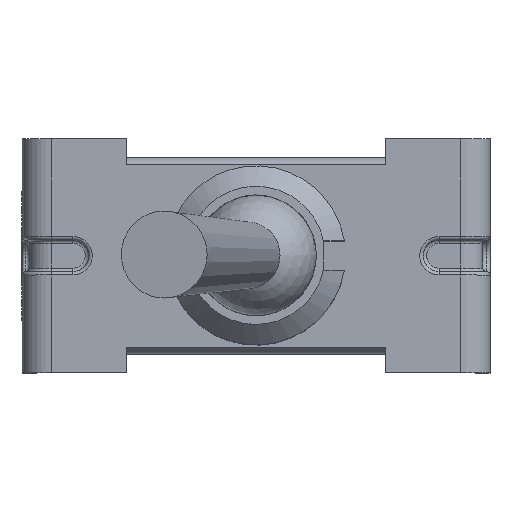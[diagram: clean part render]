
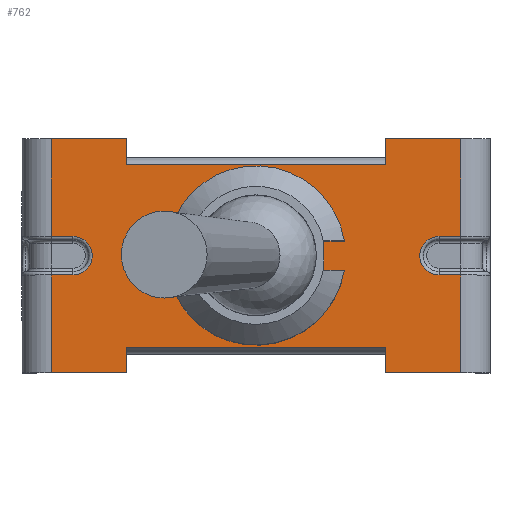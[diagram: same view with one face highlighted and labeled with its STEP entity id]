
A CAD part, top view. The second image highlights one B-rep face of the part: STEP entity #762.
In plain terms, the highlighted planar face has unit normal (0, 0, 1).
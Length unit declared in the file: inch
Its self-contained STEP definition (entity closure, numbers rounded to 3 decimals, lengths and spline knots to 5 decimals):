
#558=CARTESIAN_POINT('',(-0.30791,-0.17604,0.37008));
#559=DIRECTION('',(0.0,0.0,1.0));
#560=DIRECTION('',(1.0,0.0,0.0));
#561=AXIS2_PLACEMENT_3D('',#558,#559,#560);
#562=PLANE('',#561);
#563=CARTESIAN_POINT('',(0.17717,0.16004,0.37008));
#564=VERTEX_POINT('',#563);
#565=CARTESIAN_POINT('',(0.17717,0.12539,0.37008));
#566=VERTEX_POINT('',#565);
#567=CARTESIAN_POINT('',(0.17717,0.16004,0.37008));
#568=DIRECTION('',(0.0,-1.0,0.0));
#569=VECTOR('',#568,0.03465);
#570=LINE('',#567,#569);
#571=EDGE_CURVE('',#564,#566,#570,.T.);
#572=ORIENTED_EDGE('',*,*,#571,.T.);
#573=CARTESIAN_POINT('',(-0.17717,0.12539,0.37008));
#574=VERTEX_POINT('',#573);
#575=CARTESIAN_POINT('',(0.17717,0.12539,0.37008));
#576=DIRECTION('',(-1.0,0.0,0.0));
#577=VECTOR('',#576,0.35433);
#578=LINE('',#575,#577);
#579=EDGE_CURVE('',#566,#574,#578,.T.);
#580=ORIENTED_EDGE('',*,*,#579,.T.);
#581=CARTESIAN_POINT('',(-0.17717,0.16004,0.37008));
#582=VERTEX_POINT('',#581);
#583=CARTESIAN_POINT('',(-0.17717,0.12539,0.37008));
#584=DIRECTION('',(0.0,1.0,0.0));
#585=VECTOR('',#584,0.03465);
#586=LINE('',#583,#585);
#587=EDGE_CURVE('',#574,#582,#586,.T.);
#588=ORIENTED_EDGE('',*,*,#587,.T.);
#589=CARTESIAN_POINT('',(-0.27992,0.16004,0.37008));
#590=VERTEX_POINT('',#589);
#591=CARTESIAN_POINT('',(-0.27992,0.16004,0.37008));
#592=DIRECTION('',(1.0,0.0,0.0));
#593=VECTOR('',#592,0.10276);
#594=LINE('',#591,#593);
#595=EDGE_CURVE('',#590,#582,#594,.T.);
#596=ORIENTED_EDGE('',*,*,#595,.F.);
#597=CARTESIAN_POINT('',(-0.27992,0.02638,0.37008));
#598=VERTEX_POINT('',#597);
#599=CARTESIAN_POINT('',(-0.27992,0.16004,0.37008));
#600=DIRECTION('',(0.0,-1.0,0.0));
#601=VECTOR('',#600,0.13366);
#602=LINE('',#599,#601);
#603=EDGE_CURVE('',#590,#598,#602,.T.);
#604=ORIENTED_EDGE('',*,*,#603,.T.);
#605=CARTESIAN_POINT('',(-0.25039,0.02638,0.37008));
#606=VERTEX_POINT('',#605);
#607=CARTESIAN_POINT('',(-0.25039,0.02638,0.37008));
#608=DIRECTION('',(-1.0,0.0,0.0));
#609=VECTOR('',#608,0.02953);
#610=LINE('',#607,#609);
#611=EDGE_CURVE('',#606,#598,#610,.T.);
#612=ORIENTED_EDGE('',*,*,#611,.F.);
#613=CARTESIAN_POINT('',(-0.25039,-0.02638,0.37008));
#614=VERTEX_POINT('',#613);
#615=CARTESIAN_POINT('',(-0.25039,0.,0.37008));
#616=DIRECTION('',(0.0,0.0,1.0));
#617=DIRECTION('',(1.0,0.0,0.0));
#618=AXIS2_PLACEMENT_3D('',#615,#616,#617);
#619=CIRCLE('',#618,0.02638);
#620=EDGE_CURVE('',#614,#606,#619,.T.);
#621=ORIENTED_EDGE('',*,*,#620,.F.);
#622=CARTESIAN_POINT('',(-0.27992,-0.02638,0.37008));
#623=VERTEX_POINT('',#622);
#624=CARTESIAN_POINT('',(-0.27992,-0.02638,0.37008));
#625=DIRECTION('',(1.0,0.0,0.0));
#626=VECTOR('',#625,0.02953);
#627=LINE('',#624,#626);
#628=EDGE_CURVE('',#623,#614,#627,.T.);
#629=ORIENTED_EDGE('',*,*,#628,.F.);
#630=CARTESIAN_POINT('',(-0.27992,-0.16004,0.37008));
#631=VERTEX_POINT('',#630);
#632=CARTESIAN_POINT('',(-0.27992,-0.02638,0.37008));
#633=DIRECTION('',(0.0,-1.0,0.0));
#634=VECTOR('',#633,0.13366);
#635=LINE('',#632,#634);
#636=EDGE_CURVE('',#623,#631,#635,.T.);
#637=ORIENTED_EDGE('',*,*,#636,.T.);
#638=CARTESIAN_POINT('',(-0.17717,-0.16004,0.37008));
#639=VERTEX_POINT('',#638);
#640=CARTESIAN_POINT('',(-0.17717,-0.16004,0.37008));
#641=DIRECTION('',(-1.0,0.0,0.0));
#642=VECTOR('',#641,0.10276);
#643=LINE('',#640,#642);
#644=EDGE_CURVE('',#639,#631,#643,.T.);
#645=ORIENTED_EDGE('',*,*,#644,.F.);
#646=CARTESIAN_POINT('',(-0.17717,-0.12539,0.37008));
#647=VERTEX_POINT('',#646);
#648=CARTESIAN_POINT('',(-0.17717,-0.16004,0.37008));
#649=DIRECTION('',(0.0,1.0,0.0));
#650=VECTOR('',#649,0.03465);
#651=LINE('',#648,#650);
#652=EDGE_CURVE('',#639,#647,#651,.T.);
#653=ORIENTED_EDGE('',*,*,#652,.T.);
#654=CARTESIAN_POINT('',(0.17717,-0.12539,0.37008));
#655=VERTEX_POINT('',#654);
#656=CARTESIAN_POINT('',(-0.17717,-0.12539,0.37008));
#657=DIRECTION('',(1.0,0.0,0.0));
#658=VECTOR('',#657,0.35433);
#659=LINE('',#656,#658);
#660=EDGE_CURVE('',#647,#655,#659,.T.);
#661=ORIENTED_EDGE('',*,*,#660,.T.);
#662=CARTESIAN_POINT('',(0.17717,-0.16004,0.37008));
#663=VERTEX_POINT('',#662);
#664=CARTESIAN_POINT('',(0.17717,-0.12539,0.37008));
#665=DIRECTION('',(0.0,-1.0,0.0));
#666=VECTOR('',#665,0.03465);
#667=LINE('',#664,#666);
#668=EDGE_CURVE('',#655,#663,#667,.T.);
#669=ORIENTED_EDGE('',*,*,#668,.T.);
#670=CARTESIAN_POINT('',(0.27992,-0.16004,0.37008));
#671=VERTEX_POINT('',#670);
#672=CARTESIAN_POINT('',(0.27992,-0.16004,0.37008));
#673=DIRECTION('',(-1.0,0.0,0.0));
#674=VECTOR('',#673,0.10276);
#675=LINE('',#672,#674);
#676=EDGE_CURVE('',#671,#663,#675,.T.);
#677=ORIENTED_EDGE('',*,*,#676,.F.);
#678=CARTESIAN_POINT('',(0.27992,-0.02638,0.37008));
#679=VERTEX_POINT('',#678);
#680=CARTESIAN_POINT('',(0.27992,-0.16004,0.37008));
#681=DIRECTION('',(0.0,1.0,0.0));
#682=VECTOR('',#681,0.13366);
#683=LINE('',#680,#682);
#684=EDGE_CURVE('',#671,#679,#683,.T.);
#685=ORIENTED_EDGE('',*,*,#684,.T.);
#686=CARTESIAN_POINT('',(0.25039,-0.02638,0.37008));
#687=VERTEX_POINT('',#686);
#688=CARTESIAN_POINT('',(0.25039,-0.02638,0.37008));
#689=DIRECTION('',(1.0,0.0,0.0));
#690=VECTOR('',#689,0.02953);
#691=LINE('',#688,#690);
#692=EDGE_CURVE('',#687,#679,#691,.T.);
#693=ORIENTED_EDGE('',*,*,#692,.F.);
#694=CARTESIAN_POINT('',(0.25039,0.02638,0.37008));
#695=VERTEX_POINT('',#694);
#696=CARTESIAN_POINT('',(0.25039,0.,0.37008));
#697=DIRECTION('',(0.0,0.0,1.0));
#698=DIRECTION('',(-1.0,0.0,0.0));
#699=AXIS2_PLACEMENT_3D('',#696,#697,#698);
#700=CIRCLE('',#699,0.02638);
#701=EDGE_CURVE('',#695,#687,#700,.T.);
#702=ORIENTED_EDGE('',*,*,#701,.F.);
#703=CARTESIAN_POINT('',(0.27992,0.02638,0.37008));
#704=VERTEX_POINT('',#703);
#705=CARTESIAN_POINT('',(0.27992,0.02638,0.37008));
#706=DIRECTION('',(-1.0,0.0,0.0));
#707=VECTOR('',#706,0.02953);
#708=LINE('',#705,#707);
#709=EDGE_CURVE('',#704,#695,#708,.T.);
#710=ORIENTED_EDGE('',*,*,#709,.F.);
#711=CARTESIAN_POINT('',(0.27992,0.16004,0.37008));
#712=VERTEX_POINT('',#711);
#713=CARTESIAN_POINT('',(0.27992,0.02638,0.37008));
#714=DIRECTION('',(0.0,1.0,0.0));
#715=VECTOR('',#714,0.13366);
#716=LINE('',#713,#715);
#717=EDGE_CURVE('',#704,#712,#716,.T.);
#718=ORIENTED_EDGE('',*,*,#717,.T.);
#719=CARTESIAN_POINT('',(0.17717,0.16004,0.37008));
#720=DIRECTION('',(1.0,0.0,0.0));
#721=VECTOR('',#720,0.10276);
#722=LINE('',#719,#721);
#723=EDGE_CURVE('',#564,#712,#722,.T.);
#724=ORIENTED_EDGE('',*,*,#723,.F.);
#725=EDGE_LOOP('',(#572,#580,#588,#596,#604,#612,#621,#629,#637,#645,#653,#661,#669,#677,#685,#693,#702,#710,#718,#724));
#726=FACE_OUTER_BOUND('',#725,.T.);
#727=CARTESIAN_POINT('',(0.09283,-0.02008,0.37008));
#728=VERTEX_POINT('',#727);
#729=CARTESIAN_POINT('',(0.09283,0.02008,0.37008));
#730=VERTEX_POINT('',#729);
#731=CARTESIAN_POINT('',(0.09283,-0.02008,0.37008));
#732=DIRECTION('',(0.0,1.0,0.0));
#733=VECTOR('',#732,0.04016);
#734=LINE('',#731,#733);
#735=EDGE_CURVE('',#728,#730,#734,.T.);
#736=ORIENTED_EDGE('',*,*,#735,.F.);
#737=CARTESIAN_POINT('',(0.12078,-0.02008,0.37008));
#738=VERTEX_POINT('',#737);
#739=CARTESIAN_POINT('',(0.12078,-0.02008,0.37008));
#740=DIRECTION('',(-1.0,0.0,0.0));
#741=VECTOR('',#740,0.02795);
#742=LINE('',#739,#741);
#743=EDGE_CURVE('',#738,#728,#742,.T.);
#744=ORIENTED_EDGE('',*,*,#743,.F.);
#745=CARTESIAN_POINT('',(0.12078,0.02008,0.37008));
#746=VERTEX_POINT('',#745);
#747=CARTESIAN_POINT('',(0.,0.,0.37008));
#748=DIRECTION('',(0.0,0.0,1.0));
#749=DIRECTION('',(0.986,0.164,0.0));
#750=AXIS2_PLACEMENT_3D('',#747,#748,#749);
#751=CIRCLE('',#750,0.12244);
#752=EDGE_CURVE('',#746,#738,#751,.T.);
#753=ORIENTED_EDGE('',*,*,#752,.F.);
#754=CARTESIAN_POINT('',(0.09283,0.02008,0.37008));
#755=DIRECTION('',(1.0,0.0,0.0));
#756=VECTOR('',#755,0.02795);
#757=LINE('',#754,#756);
#758=EDGE_CURVE('',#730,#746,#757,.T.);
#759=ORIENTED_EDGE('',*,*,#758,.F.);
#760=EDGE_LOOP('',(#736,#744,#753,#759));
#761=FACE_BOUND('',#760,.T.);
#762=ADVANCED_FACE('',(#726,#761),#562,.T.);
